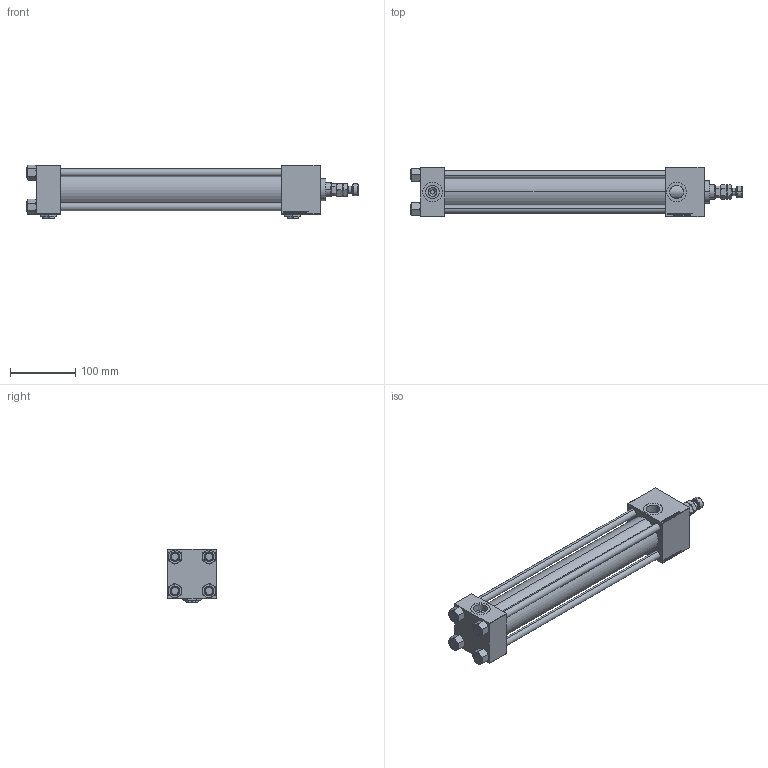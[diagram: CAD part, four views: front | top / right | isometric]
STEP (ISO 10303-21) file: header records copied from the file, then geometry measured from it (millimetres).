
FILE_DESCRIPTION (( 'STEP AP203' ), '1' );
FILE_NAME ('64dd.STEP', '2022-04-15T22:40:40', ( '' ), ( '' ), 'SwSTEP 2.0', 'SolidWorks 2019', '' );
FILE_SCHEMA (( 'CONFIG_CONTROL_DESIGN' ));
Length unit declared in the file: millimetre
Products named in the file (8): 64dd; V215CR_C_Body 5bd228bd29502329a6fa62289ead1b55; V215CR_C_TYCINKA 5bd228bd29502329a6fa62289ead1b55; MFA 5bd228bd29502329a6fa62289ead1b55; V215CR_VCP_C 5bd228bd29502329a6fa62289ead1b55; Zatka_pro_OIL_PORT 5bd228bd29502329a6fa62289ead1b55; NUT_M5_C 5bd228bd29502329a6fa62289ead1b55; V215_VC_A 5bd228bd29502329a6fa62289ead1b55
Assembly tree (14 placements, depth 2):
  64dd
    V215CR_C_Body 5bd228bd29502329a6fa62289ead1b55
    V215CR_VCP_C 5bd228bd29502329a6fa62289ead1b55
    NUT_M5_C 5bd228bd29502329a6fa62289ead1b55  x4
    V215CR_C_TYCINKA 5bd228bd29502329a6fa62289ead1b55  x4
    V215_VC_A 5bd228bd29502329a6fa62289ead1b55
    MFA 5bd228bd29502329a6fa62289ead1b55
    Zatka_pro_OIL_PORT 5bd228bd29502329a6fa62289ead1b55  x2
Bounding box: 508 x 75 x 82.27 mm (x, y, z)
Volume: 1032826.2 mm3; surface area: 309356.1 mm2
Topology: 14 solids, 14 shells, 1307 faces, 3222 edges, 2069 vertices
Faces by surface type: plane 591, bspline 392, cone 206, cylinder 106, torus 12
Entity records: 54066 total; most frequent: CARTESIAN_POINT 28320, ORIENTED_EDGE 5744, DIRECTION 3784, EDGE_CURVE 2872, VERTEX_POINT 1867, LINE 1662, VECTOR 1662, EDGE_LOOP 1285
